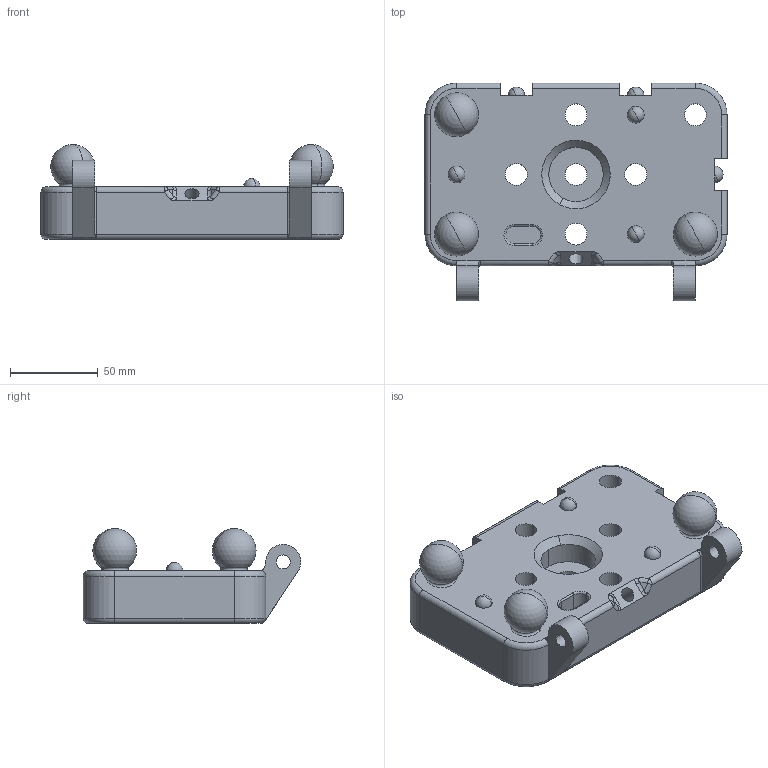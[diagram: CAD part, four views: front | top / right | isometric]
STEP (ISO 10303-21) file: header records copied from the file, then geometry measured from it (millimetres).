
FILE_DESCRIPTION(('CATIA V5 STEP Exchange'),'2;1');
FILE_NAME('DaimlerChryslerTestPartAP214.stp','2003-12-08T13:40:33-05:00',('none'),('none'),'CATIA Version 5 Release 11 (IN-9)','CATIA V5 STEP AP214',' none');
FILE_SCHEMA(('AUTOMOTIVE_DESIGN { 1 0 10303 214 1 1 1 1 }'));
Length unit declared in the file: millimetre
Products named in the file (1): Part1
Bounding box: 172 x 123.97 x 54 mm (x, y, z)
Volume: 516402.4 mm3; surface area: 67024.5 mm2
Topology: 7 solids, 7 shells, 140 faces, 358 edges, 211 vertices
Faces by surface type: cylinder 54, plane 37, torus 21, sphere 20, bspline 4, cone 2, extrusion 2
Entity records: 4767 total; most frequent: CARTESIAN_POINT 1534, ORIENTED_EDGE 664, DIRECTION 510, EDGE_CURVE 332, AXIS2_PLACEMENT_3D 268, VERTEX_POINT 211, EDGE_LOOP 163, CIRCLE 159
